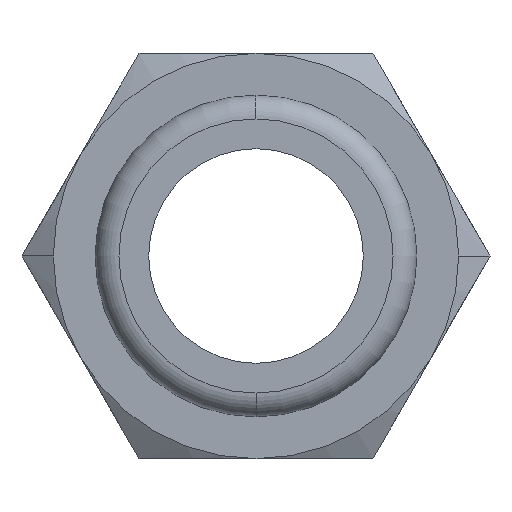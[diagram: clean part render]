
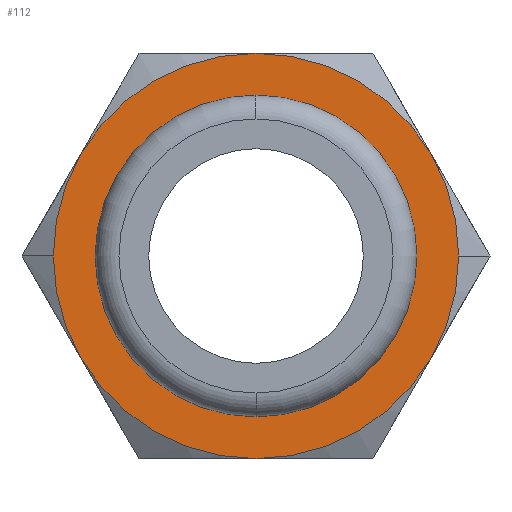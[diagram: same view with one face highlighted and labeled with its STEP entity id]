
A CAD part, front view. The second image highlights one B-rep face of the part: STEP entity #112.
In plain terms, the highlighted planar face has unit normal (0, -1, 0).
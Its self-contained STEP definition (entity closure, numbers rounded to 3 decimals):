
#112=ADVANCED_FACE('',(#233,#234),#235,.T.);
#233=FACE_OUTER_BOUND('',#358,.T.);
#234=FACE_BOUND('',#359,.T.);
#235=PLANE('',#360);
#358=EDGE_LOOP('',(#607,#608,#609,#610,#611,#612,#613,#614));
#359=EDGE_LOOP('',(#615,#616));
#360=AXIS2_PLACEMENT_3D('',#617,#618,#619);
#607=ORIENTED_EDGE('',*,*,#817,.T.);
#608=ORIENTED_EDGE('',*,*,#761,.T.);
#609=ORIENTED_EDGE('',*,*,#818,.T.);
#610=ORIENTED_EDGE('',*,*,#819,.T.);
#611=ORIENTED_EDGE('',*,*,#783,.T.);
#612=ORIENTED_EDGE('',*,*,#820,.T.);
#613=ORIENTED_EDGE('',*,*,#800,.T.);
#614=ORIENTED_EDGE('',*,*,#773,.T.);
#615=ORIENTED_EDGE('',*,*,#821,.F.);
#616=ORIENTED_EDGE('',*,*,#729,.F.);
#617=CARTESIAN_POINT('',(-4.25,15.5,0.0));
#618=DIRECTION('',(0.,-1.0,0.0));
#619=DIRECTION('',(-1.0,0.,0.0));
#729=EDGE_CURVE('',#858,#860,#861,.T.);
#761=EDGE_CURVE('',#907,#909,#911,.T.);
#773=EDGE_CURVE('',#926,#917,#928,.T.);
#783=EDGE_CURVE('',#838,#941,#943,.T.);
#800=EDGE_CURVE('',#966,#926,#967,.T.);
#817=EDGE_CURVE('',#917,#907,#987,.T.);
#818=EDGE_CURVE('',#909,#950,#988,.T.);
#819=EDGE_CURVE('',#950,#838,#989,.T.);
#820=EDGE_CURVE('',#941,#966,#990,.T.);
#821=EDGE_CURVE('',#860,#858,#991,.T.);
#838=VERTEX_POINT('',#1008);
#858=VERTEX_POINT('',#1055);
#860=VERTEX_POINT('',#1058);
#861=CIRCLE('',#1059,6.75);
#907=VERTEX_POINT('',#1114);
#909=VERTEX_POINT('',#1117);
#911=CIRCLE('',#1130,8.5);
#917=VERTEX_POINT('',#1138);
#926=VERTEX_POINT('',#1172);
#928=CIRCLE('',#1185,8.5);
#941=VERTEX_POINT('',#1202);
#943=CIRCLE('',#1205,8.5);
#950=VERTEX_POINT('',#1212);
#966=VERTEX_POINT('',#1265);
#967=CIRCLE('',#1266,8.5);
#987=CIRCLE('',#1310,8.5);
#988=CIRCLE('',#1311,8.5);
#989=CIRCLE('',#1312,8.5);
#990=CIRCLE('',#1313,8.5);
#991=CIRCLE('',#1314,6.75);
#1008=CARTESIAN_POINT('',(7.361,15.5,-4.25));
#1055=CARTESIAN_POINT('',(6.75,15.5,0.));
#1058=CARTESIAN_POINT('',(-6.75,15.5,0.));
#1059=AXIS2_PLACEMENT_3D('',#1353,#1354,#1355);
#1114=CARTESIAN_POINT('',(-8.5,15.5,0.));
#1117=CARTESIAN_POINT('',(-7.361,15.5,-4.25));
#1130=AXIS2_PLACEMENT_3D('',#1405,#1406,#1407);
#1138=CARTESIAN_POINT('',(-7.361,15.5,4.25));
#1172=CARTESIAN_POINT('',(0.,15.5,8.5));
#1185=AXIS2_PLACEMENT_3D('',#1413,#1414,#1415);
#1202=CARTESIAN_POINT('',(8.5,15.5,0.));
#1205=AXIS2_PLACEMENT_3D('',#1427,#1428,#1429);
#1212=CARTESIAN_POINT('',(0.,15.5,-8.5));
#1265=CARTESIAN_POINT('',(7.361,15.5,4.25));
#1266=AXIS2_PLACEMENT_3D('',#1446,#1447,#1448);
#1310=AXIS2_PLACEMENT_3D('',#1469,#1470,#1471);
#1311=AXIS2_PLACEMENT_3D('',#1472,#1473,#1474);
#1312=AXIS2_PLACEMENT_3D('',#1475,#1476,#1477);
#1313=AXIS2_PLACEMENT_3D('',#1478,#1479,#1480);
#1314=AXIS2_PLACEMENT_3D('',#1481,#1482,#1483);
#1353=CARTESIAN_POINT('',(0.0,15.5,0.0));
#1354=DIRECTION('',(0.,-1.0,0.0));
#1355=DIRECTION('',(1.0,0.,0.0));
#1405=CARTESIAN_POINT('',(0.,15.5,0.0));
#1406=DIRECTION('',(0.,-1.0,0.0));
#1407=DIRECTION('',(-1.0,0.,0.0));
#1413=CARTESIAN_POINT('',(0.,15.5,0.0));
#1414=DIRECTION('',(0.,-1.0,0.0));
#1415=DIRECTION('',(-1.0,0.,0.0));
#1427=CARTESIAN_POINT('',(0.,15.5,0.0));
#1428=DIRECTION('',(0.,-1.0,0.0));
#1429=DIRECTION('',(-1.0,0.,0.0));
#1446=CARTESIAN_POINT('',(0.,15.5,0.0));
#1447=DIRECTION('',(0.,-1.0,0.0));
#1448=DIRECTION('',(-1.0,0.,0.0));
#1469=CARTESIAN_POINT('',(0.,15.5,0.0));
#1470=DIRECTION('',(0.,-1.0,0.0));
#1471=DIRECTION('',(-1.0,0.,0.0));
#1472=CARTESIAN_POINT('',(0.,15.5,0.0));
#1473=DIRECTION('',(0.,-1.0,0.0));
#1474=DIRECTION('',(-1.0,0.,0.0));
#1475=CARTESIAN_POINT('',(0.,15.5,0.0));
#1476=DIRECTION('',(0.,-1.0,0.0));
#1477=DIRECTION('',(-1.0,0.,0.0));
#1478=CARTESIAN_POINT('',(0.,15.5,0.0));
#1479=DIRECTION('',(0.,-1.0,0.0));
#1480=DIRECTION('',(-1.0,0.,0.0));
#1481=CARTESIAN_POINT('',(0.0,15.5,0.0));
#1482=DIRECTION('',(0.,-1.0,0.0));
#1483=DIRECTION('',(1.0,0.,0.0));
